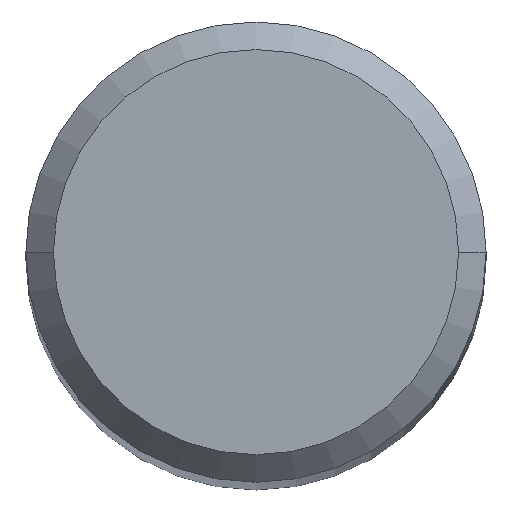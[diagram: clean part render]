
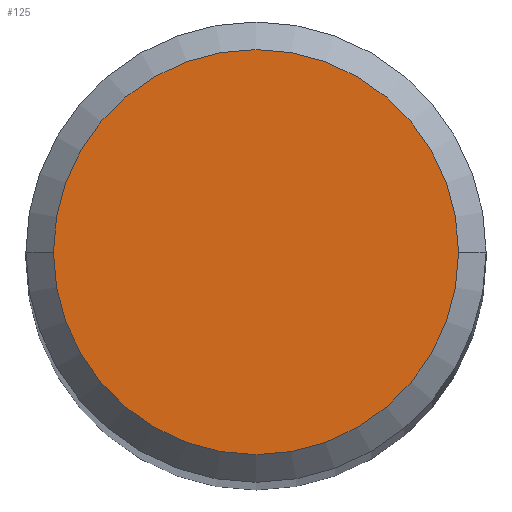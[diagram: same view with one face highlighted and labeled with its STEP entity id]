
A CAD part, top view. The second image highlights one B-rep face of the part: STEP entity #125.
In plain terms, the highlighted planar face has unit normal (0, 0, 1).
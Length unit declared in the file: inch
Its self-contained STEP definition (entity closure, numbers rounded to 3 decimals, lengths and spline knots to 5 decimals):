
#23 = DIRECTION ( 'NONE',  ( 0., 0., 1. ) ) ;
#48 = CARTESIAN_POINT ( 'NONE',  ( 0.11, 0., 2.5 ) ) ;
#62 = CARTESIAN_POINT ( 'NONE',  ( -0.11, 0., 2.5 ) ) ;
#72 = EDGE_CURVE ( 'NONE', #76, #231, #180, .T. ) ;
#76 = VERTEX_POINT ( 'NONE', #62 ) ;
#85 = DIRECTION ( 'NONE',  ( 1., 0., 0. ) ) ;
#91 = DIRECTION ( 'NONE',  ( 1., 0., 0. ) ) ;
#95 = AXIS2_PLACEMENT_3D ( 'NONE', #197, #241, #91 ) ;
#103 = CARTESIAN_POINT ( 'NONE',  ( 0., 0., 2.5 ) ) ;
#104 = CARTESIAN_POINT ( 'NONE',  ( 0., 0., 2.5 ) ) ;
#109 = ORIENTED_EDGE ( 'NONE', *, *, #144, .T. ) ;
#122 = DIRECTION ( 'NONE',  ( 1., 0., 0. ) ) ;
#125 = ADVANCED_FACE ( 'NONE', ( #135 ), #138, .T. ) ;
#135 = FACE_OUTER_BOUND ( 'NONE', #224, .T. ) ;
#138 = PLANE ( 'NONE',  #215 ) ;
#144 = EDGE_CURVE ( 'NONE', #231, #76, #152, .T. ) ;
#152 = CIRCLE ( 'NONE', #95, 0.11 ) ;
#166 = AXIS2_PLACEMENT_3D ( 'NONE', #104, #23, #85 ) ;
#167 = ORIENTED_EDGE ( 'NONE', *, *, #72, .T. ) ;
#173 = DIRECTION ( 'NONE',  ( 0., 0., 1. ) ) ;
#180 = CIRCLE ( 'NONE', #166, 0.11 ) ;
#197 = CARTESIAN_POINT ( 'NONE',  ( 0., 0., 2.5 ) ) ;
#215 = AXIS2_PLACEMENT_3D ( 'NONE', #103, #173, #122 ) ;
#224 = EDGE_LOOP ( 'NONE', ( #167, #109 ) ) ;
#231 = VERTEX_POINT ( 'NONE', #48 ) ;
#241 = DIRECTION ( 'NONE',  ( 0., 0., 1. ) ) ;
